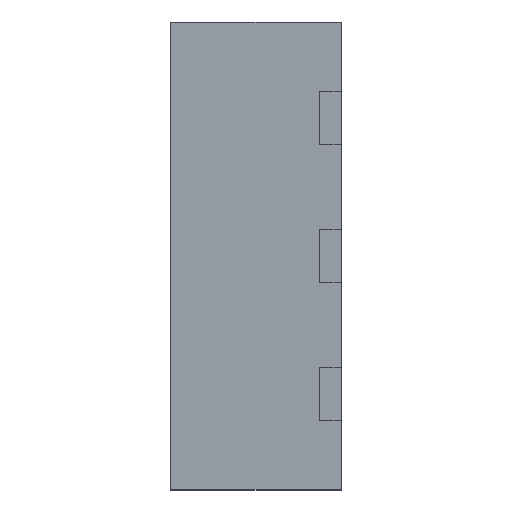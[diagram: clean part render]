
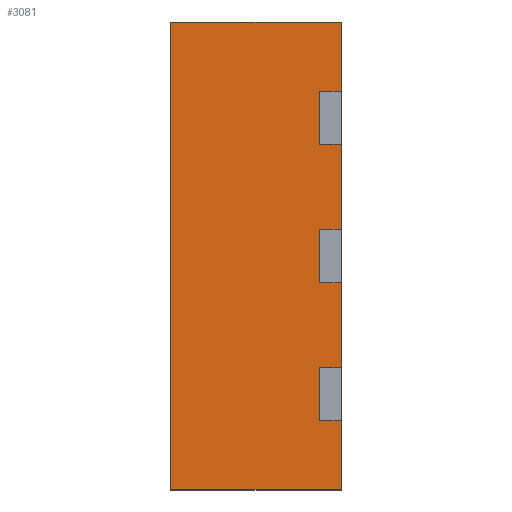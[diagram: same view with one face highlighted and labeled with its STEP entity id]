
A CAD part, left-side view. The second image highlights one B-rep face of the part: STEP entity #3081.
In plain terms, the highlighted planar face has unit normal (-1, 0, 0).
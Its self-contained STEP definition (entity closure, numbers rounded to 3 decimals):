
#6 = EDGE_CURVE ( 'NONE', #1649, #1129, #682, .T. ) ;
#21 = DIRECTION ( 'NONE',  ( 0., -1., 0. ) ) ;
#78 = EDGE_CURVE ( 'NONE', #82, #188, #2337, .T. ) ;
#82 = VERTEX_POINT ( 'NONE', #3147 ) ;
#153 = CARTESIAN_POINT ( 'NONE',  ( -1.25, 0.1, -0.125 ) ) ;
#182 = CARTESIAN_POINT ( 'NONE',  ( -1.25, 4.93, 1.1 ) ) ;
#184 = ORIENTED_EDGE ( 'NONE', *, *, #806, .T. ) ;
#188 = VERTEX_POINT ( 'NONE', #2496 ) ;
#206 = ORIENTED_EDGE ( 'NONE', *, *, #2022, .T. ) ;
#208 = LINE ( 'NONE', #338, #1425 ) ;
#260 = VECTOR ( 'NONE', #1031, 1000. ) ;
#264 = CARTESIAN_POINT ( 'NONE',  ( -1.25, 0., 1.1 ) ) ;
#267 = VECTOR ( 'NONE', #3042, 1000. ) ;
#281 = ORIENTED_EDGE ( 'NONE', *, *, #2173, .T. ) ;
#309 = CARTESIAN_POINT ( 'NONE',  ( -1.25, 0.1, 0.125 ) ) ;
#338 = CARTESIAN_POINT ( 'NONE',  ( -1.25, 0.1, -0.775 ) ) ;
#357 = CARTESIAN_POINT ( 'NONE',  ( -1.25, 0.1, 0.775 ) ) ;
#367 = VECTOR ( 'NONE', #3687, 1000. ) ;
#400 = EDGE_LOOP ( 'NONE', ( #184, #206, #478, #1264, #2019, #281, #2074, #545, #3800, #1670, #3701, #3497, #3720, #407, #2645, #2927 ) ) ;
#405 = VERTEX_POINT ( 'NONE', #2042 ) ;
#407 = ORIENTED_EDGE ( 'NONE', *, *, #3192, .T. ) ;
#462 = CARTESIAN_POINT ( 'NONE',  ( -1.25, 0.1, -0.525 ) ) ;
#478 = ORIENTED_EDGE ( 'NONE', *, *, #2410, .F. ) ;
#507 = DIRECTION ( 'NONE',  ( 1., 0., 0. ) ) ;
#545 = ORIENTED_EDGE ( 'NONE', *, *, #2627, .T. ) ;
#555 = CARTESIAN_POINT ( 'NONE',  ( -1.25, 0., 1.1 ) ) ;
#562 = CARTESIAN_POINT ( 'NONE',  ( -1.25, 0.1, -0.775 ) ) ;
#571 = VECTOR ( 'NONE', #2428, 1000. ) ;
#580 = DIRECTION ( 'NONE',  ( 0., 0., 1. ) ) ;
#617 = DIRECTION ( 'NONE',  ( 0., -1., 0. ) ) ;
#644 = LINE ( 'NONE', #309, #3074 ) ;
#682 = LINE ( 'NONE', #3063, #2684 ) ;
#761 = EDGE_CURVE ( 'NONE', #82, #2867, #2448, .T. ) ;
#806 = EDGE_CURVE ( 'NONE', #188, #998, #3819, .T. ) ;
#818 = VERTEX_POINT ( 'NONE', #2537 ) ;
#848 = AXIS2_PLACEMENT_3D ( 'NONE', #182, #507, #1137 ) ;
#881 = CARTESIAN_POINT ( 'NONE',  ( -1.25, 0., 0.125 ) ) ;
#961 = LINE ( 'NONE', #1678, #3045 ) ;
#998 = VERTEX_POINT ( 'NONE', #1960 ) ;
#1011 = CARTESIAN_POINT ( 'NONE',  ( -1.25, 0.8, 1.1 ) ) ;
#1031 = DIRECTION ( 'NONE',  ( 0., 0., 1. ) ) ;
#1129 = VERTEX_POINT ( 'NONE', #3287 ) ;
#1137 = DIRECTION ( 'NONE',  ( 0., 0., -1. ) ) ;
#1151 = CARTESIAN_POINT ( 'NONE',  ( -1.25, 0.8, 1.1 ) ) ;
#1264 = ORIENTED_EDGE ( 'NONE', *, *, #2324, .F. ) ;
#1326 = VERTEX_POINT ( 'NONE', #1151 ) ;
#1377 = DIRECTION ( 'NONE',  ( 0., 0., 1. ) ) ;
#1386 = EDGE_CURVE ( 'NONE', #1831, #1834, #3491, .T. ) ;
#1425 = VECTOR ( 'NONE', #580, 1000. ) ;
#1432 = EDGE_CURVE ( 'NONE', #2674, #3900, #644, .T. ) ;
#1467 = LINE ( 'NONE', #2698, #1513 ) ;
#1513 = VECTOR ( 'NONE', #3324, 1000. ) ;
#1545 = DIRECTION ( 'NONE',  ( 0., -1., 0. ) ) ;
#1557 = LINE ( 'NONE', #555, #3039 ) ;
#1568 = VECTOR ( 'NONE', #2488, 1000. ) ;
#1649 = VERTEX_POINT ( 'NONE', #562 ) ;
#1670 = ORIENTED_EDGE ( 'NONE', *, *, #3293, .T. ) ;
#1678 = CARTESIAN_POINT ( 'NONE',  ( -1.25, 0.1, -0.125 ) ) ;
#1697 = VECTOR ( 'NONE', #2168, 1000. ) ;
#1831 = VERTEX_POINT ( 'NONE', #153 ) ;
#1834 = VERTEX_POINT ( 'NONE', #3473 ) ;
#1846 = EDGE_CURVE ( 'NONE', #2207, #405, #3384, .T. ) ;
#1860 = LINE ( 'NONE', #2228, #3884 ) ;
#1888 = VECTOR ( 'NONE', #21, 1000. ) ;
#1960 = CARTESIAN_POINT ( 'NONE',  ( -1.25, 0., 0.775 ) ) ;
#2019 = ORIENTED_EDGE ( 'NONE', *, *, #1846, .T. ) ;
#2022 = EDGE_CURVE ( 'NONE', #998, #3475, #3202, .T. ) ;
#2042 = CARTESIAN_POINT ( 'NONE',  ( -1.25, 0., -1.1 ) ) ;
#2074 = ORIENTED_EDGE ( 'NONE', *, *, #6, .F. ) ;
#2111 = LINE ( 'NONE', #462, #267 ) ;
#2147 = CARTESIAN_POINT ( 'NONE',  ( -1.25, 0.1, 0.525 ) ) ;
#2151 = EDGE_CURVE ( 'NONE', #818, #2482, #2111, .T. ) ;
#2168 = DIRECTION ( 'NONE',  ( 0., -1., 0. ) ) ;
#2173 = EDGE_CURVE ( 'NONE', #405, #1129, #2825, .T. ) ;
#2207 = VERTEX_POINT ( 'NONE', #2349 ) ;
#2228 = CARTESIAN_POINT ( 'NONE',  ( -1.25, 4.93, 1.1 ) ) ;
#2324 = EDGE_CURVE ( 'NONE', #2207, #1326, #3703, .T. ) ;
#2337 = LINE ( 'NONE', #2794, #260 ) ;
#2349 = CARTESIAN_POINT ( 'NONE',  ( -1.25, 0.8, -1.1 ) ) ;
#2410 = EDGE_CURVE ( 'NONE', #1326, #3475, #1860, .T. ) ;
#2424 = EDGE_CURVE ( 'NONE', #1831, #2674, #961, .T. ) ;
#2428 = DIRECTION ( 'NONE',  ( 0., 0., 1. ) ) ;
#2448 = LINE ( 'NONE', #2147, #1697 ) ;
#2482 = VERTEX_POINT ( 'NONE', #2920 ) ;
#2488 = DIRECTION ( 'NONE',  ( 0., 0., 1. ) ) ;
#2496 = CARTESIAN_POINT ( 'NONE',  ( -1.25, 0.1, 0.775 ) ) ;
#2537 = CARTESIAN_POINT ( 'NONE',  ( -1.25, 0.1, -0.525 ) ) ;
#2599 = PLANE ( 'NONE',  #848 ) ;
#2627 = EDGE_CURVE ( 'NONE', #1649, #818, #208, .T. ) ;
#2645 = ORIENTED_EDGE ( 'NONE', *, *, #761, .F. ) ;
#2674 = VERTEX_POINT ( 'NONE', #2731 ) ;
#2684 = VECTOR ( 'NONE', #1545, 1000. ) ;
#2698 = CARTESIAN_POINT ( 'NONE',  ( -1.25, 0., 1.1 ) ) ;
#2727 = CARTESIAN_POINT ( 'NONE',  ( -1.25, 0.1, -0.125 ) ) ;
#2731 = CARTESIAN_POINT ( 'NONE',  ( -1.25, 0.1, 0.125 ) ) ;
#2748 = DIRECTION ( 'NONE',  ( 0., 0., 1. ) ) ;
#2794 = CARTESIAN_POINT ( 'NONE',  ( -1.25, 0.1, 0.525 ) ) ;
#2825 = LINE ( 'NONE', #264, #571 ) ;
#2867 = VERTEX_POINT ( 'NONE', #2870 ) ;
#2870 = CARTESIAN_POINT ( 'NONE',  ( -1.25, 0., 0.525 ) ) ;
#2920 = CARTESIAN_POINT ( 'NONE',  ( -1.25, 0., -0.525 ) ) ;
#2927 = ORIENTED_EDGE ( 'NONE', *, *, #78, .T. ) ;
#2997 = FACE_OUTER_BOUND ( 'NONE', #400, .T. ) ;
#3039 = VECTOR ( 'NONE', #2748, 1000. ) ;
#3042 = DIRECTION ( 'NONE',  ( 0., -1., 0. ) ) ;
#3045 = VECTOR ( 'NONE', #3761, 1000. ) ;
#3063 = CARTESIAN_POINT ( 'NONE',  ( -1.25, 0.1, -0.775 ) ) ;
#3074 = VECTOR ( 'NONE', #617, 1000. ) ;
#3081 = ADVANCED_FACE ( 'NONE', ( #2997 ), #2599, .F. ) ;
#3105 = VECTOR ( 'NONE', #1377, 1000. ) ;
#3137 = DIRECTION ( 'NONE',  ( 0., -1., 0. ) ) ;
#3147 = CARTESIAN_POINT ( 'NONE',  ( -1.25, 0.1, 0.525 ) ) ;
#3192 = EDGE_CURVE ( 'NONE', #3900, #2867, #1467, .T. ) ;
#3202 = LINE ( 'NONE', #3498, #3105 ) ;
#3287 = CARTESIAN_POINT ( 'NONE',  ( -1.25, 0., -0.775 ) ) ;
#3293 = EDGE_CURVE ( 'NONE', #2482, #1834, #1557, .T. ) ;
#3295 = VECTOR ( 'NONE', #3450, 1000. ) ;
#3324 = DIRECTION ( 'NONE',  ( 0., 0., 1. ) ) ;
#3384 = LINE ( 'NONE', #3738, #3295 ) ;
#3393 = CARTESIAN_POINT ( 'NONE',  ( -1.25, 0., 1.1 ) ) ;
#3450 = DIRECTION ( 'NONE',  ( 0., -1., 0. ) ) ;
#3473 = CARTESIAN_POINT ( 'NONE',  ( -1.25, 0., -0.125 ) ) ;
#3475 = VERTEX_POINT ( 'NONE', #3393 ) ;
#3491 = LINE ( 'NONE', #2727, #1888 ) ;
#3497 = ORIENTED_EDGE ( 'NONE', *, *, #2424, .T. ) ;
#3498 = CARTESIAN_POINT ( 'NONE',  ( -1.25, 0., 1.1 ) ) ;
#3687 = DIRECTION ( 'NONE',  ( 0., -1., 0. ) ) ;
#3701 = ORIENTED_EDGE ( 'NONE', *, *, #1386, .F. ) ;
#3703 = LINE ( 'NONE', #1011, #1568 ) ;
#3720 = ORIENTED_EDGE ( 'NONE', *, *, #1432, .T. ) ;
#3738 = CARTESIAN_POINT ( 'NONE',  ( -1.25, 4.93, -1.1 ) ) ;
#3761 = DIRECTION ( 'NONE',  ( 0., 0., 1. ) ) ;
#3800 = ORIENTED_EDGE ( 'NONE', *, *, #2151, .T. ) ;
#3819 = LINE ( 'NONE', #357, #367 ) ;
#3884 = VECTOR ( 'NONE', #3137, 1000. ) ;
#3900 = VERTEX_POINT ( 'NONE', #881 ) ;
